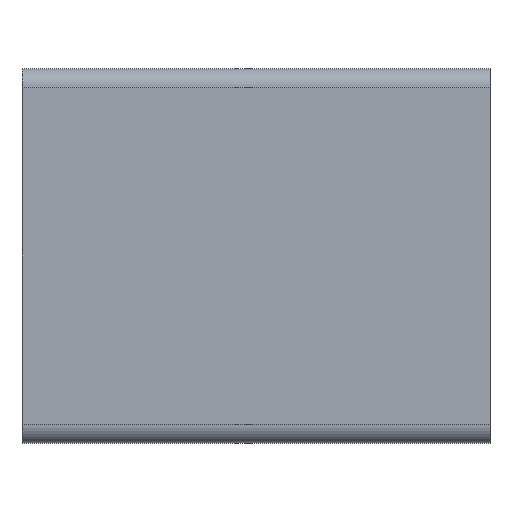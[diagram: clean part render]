
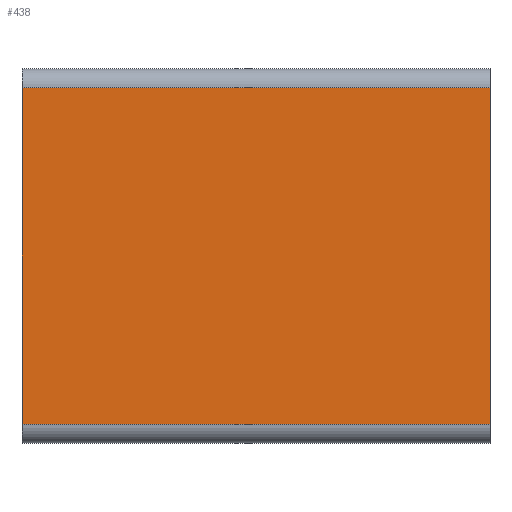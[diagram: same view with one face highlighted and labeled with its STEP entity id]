
A CAD part, left-side view. The second image highlights one B-rep face of the part: STEP entity #438.
In plain terms, the highlighted planar face has unit normal (-1, 0, 0).
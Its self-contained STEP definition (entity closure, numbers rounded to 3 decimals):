
#438 = ADVANCED_FACE( '', ( #921 ), #922, .T. );
#921 = FACE_OUTER_BOUND( '', #1460, .T. );
#922 = PLANE( '', #1461 );
#1460 = EDGE_LOOP( '', ( #2595, #2596, #2597, #2598 ) );
#1461 = AXIS2_PLACEMENT_3D( '', #2599, #2600, #2601 );
#2595 = ORIENTED_EDGE( '', *, *, #3849, .F. );
#2596 = ORIENTED_EDGE( '', *, *, #3777, .F. );
#2597 = ORIENTED_EDGE( '', *, *, #3850, .T. );
#2598 = ORIENTED_EDGE( '', *, *, #3845, .T. );
#2599 = CARTESIAN_POINT( '', ( -20., 100., 36. ) );
#2600 = DIRECTION( '', ( -1., 0., 0. ) );
#2601 = DIRECTION( '', ( 0., 0., 1. ) );
#3777 = EDGE_CURVE( '', #4743, #4741, #4745, .T. );
#3845 = EDGE_CURVE( '', #4831, #4828, #4832, .T. );
#3849 = EDGE_CURVE( '', #4741, #4828, #4837, .T. );
#3850 = EDGE_CURVE( '', #4743, #4831, #4838, .T. );
#4741 = VERTEX_POINT( '', #5989 );
#4743 = VERTEX_POINT( '', #5991 );
#4745 = LINE( '', #5993, #5994 );
#4828 = VERTEX_POINT( '', #6101 );
#4831 = VERTEX_POINT( '', #6104 );
#4832 = LINE( '', #6105, #6106 );
#4837 = LINE( '', #6112, #6113 );
#4838 = LINE( '', #6114, #6115 );
#5989 = CARTESIAN_POINT( '', ( -20., 0., 36. ) );
#5991 = CARTESIAN_POINT( '', ( -20., 100., 36. ) );
#5993 = CARTESIAN_POINT( '', ( -20., 100., 36. ) );
#5994 = VECTOR( '', #6936, 1000. );
#6101 = CARTESIAN_POINT( '', ( -20., 0., -36. ) );
#6104 = CARTESIAN_POINT( '', ( -20., 100., -36. ) );
#6105 = CARTESIAN_POINT( '', ( -20., 100., -36. ) );
#6106 = VECTOR( '', #7030, 1000. );
#6112 = CARTESIAN_POINT( '', ( -20., 0., 36. ) );
#6113 = VECTOR( '', #7035, 1000. );
#6114 = CARTESIAN_POINT( '', ( -20., 100., 36. ) );
#6115 = VECTOR( '', #7036, 1000. );
#6936 = DIRECTION( '', ( 0., -1., 0. ) );
#7030 = DIRECTION( '', ( 0., -1., 0. ) );
#7035 = DIRECTION( '', ( 0., 0., -1. ) );
#7036 = DIRECTION( '', ( 0., 0., -1. ) );
